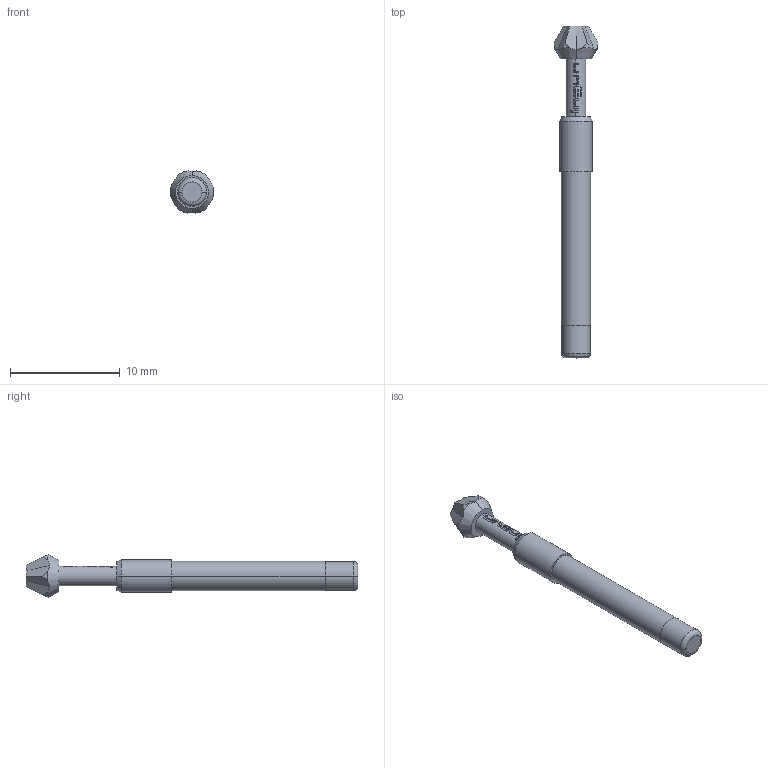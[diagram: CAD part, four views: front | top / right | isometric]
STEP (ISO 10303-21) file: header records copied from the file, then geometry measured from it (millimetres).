
FILE_DESCRIPTION (( 'STEP AP203' ), '1' );
FILE_NAME ('INGUN_GKS-113_287_400_N_xx05.STEP', '2020-09-08T12:34:52', ( '' ), ( '' ), 'SwSTEP 2.0', 'SolidWorks 2018', '' );
FILE_SCHEMA (( 'CONFIG_CONTROL_DESIGN' ));
Length unit declared in the file: millimetre
Products named in the file (1): INGUN_GKS-113_287_400_N_xx05
Bounding box: 4 x 30.3 x 3.83 mm (x, y, z)
Volume: 165.5 mm3; surface area: 268.8 mm2
Topology: 1 solids, 1 shells, 119 faces, 330 edges, 218 vertices
Faces by surface type: bspline 51, cylinder 33, plane 29, cone 4, torus 2
Entity records: 5065 total; most frequent: CARTESIAN_POINT 2567, ORIENTED_EDGE 660, EDGE_CURVE 330, DIRECTION 252, B_SPLINE_CURVE_WITH_KNOTS 234, VERTEX_POINT 218, EDGE_LOOP 124, FACE_OUTER_BOUND 119
